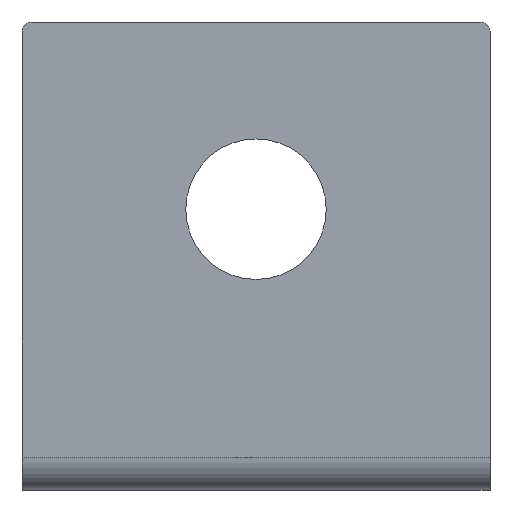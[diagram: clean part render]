
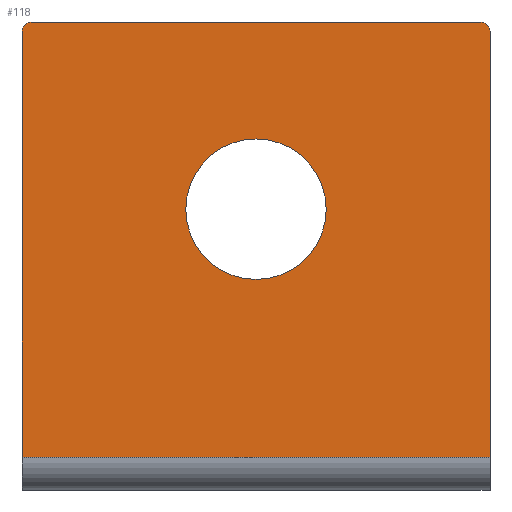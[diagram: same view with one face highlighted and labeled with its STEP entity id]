
A CAD part, front view. The second image highlights one B-rep face of the part: STEP entity #118.
In plain terms, the highlighted planar face has unit normal (0, -1, 0).
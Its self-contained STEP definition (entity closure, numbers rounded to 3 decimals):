
#2 = DIRECTION ( 'NONE',  ( 0., -1., 0. ) ) ;
#11 = VECTOR ( 'NONE', #466, 1000. ) ;
#19 = CARTESIAN_POINT ( 'NONE',  ( 5., 0., 5. ) ) ;
#22 = ORIENTED_EDGE ( 'NONE', *, *, #145, .T. ) ;
#35 = CIRCLE ( 'NONE', #408, 1.5 ) ;
#39 = EDGE_CURVE ( 'NONE', #238, #162, #191, .T. ) ;
#54 = LINE ( 'NONE', #640, #75 ) ;
#59 = DIRECTION ( 'NONE',  ( 0., 0., 1. ) ) ;
#64 = CARTESIAN_POINT ( 'NONE',  ( 0., 0., 2.5 ) ) ;
#66 = CIRCLE ( 'NONE', #485, 0.2 ) ;
#75 = VECTOR ( 'NONE', #146, 1000. ) ;
#84 = CARTESIAN_POINT ( 'NONE',  ( -4.8, 0., 5. ) ) ;
#88 = DIRECTION ( 'NONE',  ( 0., 0., -1. ) ) ;
#97 = CARTESIAN_POINT ( 'NONE',  ( 4.8, 0., 4.8 ) ) ;
#100 = VECTOR ( 'NONE', #88, 1000. ) ;
#102 = CARTESIAN_POINT ( 'NONE',  ( 5., 0., 5. ) ) ;
#107 = CARTESIAN_POINT ( 'NONE',  ( -5., 0., 4.8 ) ) ;
#118 = ADVANCED_FACE ( 'NONE', ( #427, #627 ), #201, .F. ) ;
#126 = DIRECTION ( 'NONE',  ( 0., 0., 1. ) ) ;
#139 = DIRECTION ( 'NONE',  ( 0., 1., 0. ) ) ;
#145 = EDGE_CURVE ( 'NONE', #238, #341, #513, .T. ) ;
#146 = DIRECTION ( 'NONE',  ( 1., 0., 0. ) ) ;
#151 = AXIS2_PLACEMENT_3D ( 'NONE', #97, #457, #596 ) ;
#154 = EDGE_CURVE ( 'NONE', #263, #659, #182, .T. ) ;
#157 = EDGE_CURVE ( 'NONE', #517, #394, #196, .T. ) ;
#162 = VERTEX_POINT ( 'NONE', #265 ) ;
#177 = ORIENTED_EDGE ( 'NONE', *, *, #259, .T. ) ;
#180 = ORIENTED_EDGE ( 'NONE', *, *, #489, .T. ) ;
#182 = CIRCLE ( 'NONE', #620, 1.5 ) ;
#191 = LINE ( 'NONE', #19, #100 ) ;
#196 = LINE ( 'NONE', #587, #360 ) ;
#198 = DIRECTION ( 'NONE',  ( 0., 1., 0. ) ) ;
#201 = PLANE ( 'NONE',  #641 ) ;
#238 = VERTEX_POINT ( 'NONE', #507 ) ;
#240 = CARTESIAN_POINT ( 'NONE',  ( 0., 0., -0.5 ) ) ;
#256 = DIRECTION ( 'NONE',  ( 0., 0., 1. ) ) ;
#259 = EDGE_CURVE ( 'NONE', #659, #263, #35, .T. ) ;
#263 = VERTEX_POINT ( 'NONE', #64 ) ;
#265 = CARTESIAN_POINT ( 'NONE',  ( 5., 0., -4.3 ) ) ;
#277 = ORIENTED_EDGE ( 'NONE', *, *, #348, .T. ) ;
#295 = VERTEX_POINT ( 'NONE', #84 ) ;
#302 = DIRECTION ( 'NONE',  ( 0., 0., 1. ) ) ;
#305 = ORIENTED_EDGE ( 'NONE', *, *, #154, .T. ) ;
#341 = VERTEX_POINT ( 'NONE', #405 ) ;
#343 = ORIENTED_EDGE ( 'NONE', *, *, #599, .T. ) ;
#348 = EDGE_CURVE ( 'NONE', #394, #162, #54, .T. ) ;
#360 = VECTOR ( 'NONE', #637, 1000. ) ;
#381 = CARTESIAN_POINT ( 'NONE',  ( -4.8, 0., 4.8 ) ) ;
#394 = VERTEX_POINT ( 'NONE', #508 ) ;
#401 = EDGE_LOOP ( 'NONE', ( #305, #177 ) ) ;
#405 = CARTESIAN_POINT ( 'NONE',  ( 4.8, 0., 5. ) ) ;
#408 = AXIS2_PLACEMENT_3D ( 'NONE', #573, #436, #126 ) ;
#416 = CARTESIAN_POINT ( 'NONE',  ( 5., 0., 5. ) ) ;
#421 = ORIENTED_EDGE ( 'NONE', *, *, #157, .T. ) ;
#427 = FACE_BOUND ( 'NONE', #401, .T. ) ;
#436 = DIRECTION ( 'NONE',  ( 0., 1., 0. ) ) ;
#449 = CARTESIAN_POINT ( 'NONE',  ( 0., 0., 1. ) ) ;
#457 = DIRECTION ( 'NONE',  ( 0., -1., 0. ) ) ;
#466 = DIRECTION ( 'NONE',  ( -1., 0., 0. ) ) ;
#473 = LINE ( 'NONE', #416, #11 ) ;
#485 = AXIS2_PLACEMENT_3D ( 'NONE', #381, #2, #59 ) ;
#489 = EDGE_CURVE ( 'NONE', #341, #295, #473, .T. ) ;
#507 = CARTESIAN_POINT ( 'NONE',  ( 5., 0., 4.8 ) ) ;
#508 = CARTESIAN_POINT ( 'NONE',  ( -5., 0., -4.3 ) ) ;
#513 = CIRCLE ( 'NONE', #151, 0.2 ) ;
#517 = VERTEX_POINT ( 'NONE', #107 ) ;
#539 = ORIENTED_EDGE ( 'NONE', *, *, #39, .F. ) ;
#573 = CARTESIAN_POINT ( 'NONE',  ( 0., 0., 1. ) ) ;
#587 = CARTESIAN_POINT ( 'NONE',  ( -5., 0., 5. ) ) ;
#596 = DIRECTION ( 'NONE',  ( 0., 0., 1. ) ) ;
#599 = EDGE_CURVE ( 'NONE', #295, #517, #66, .T. ) ;
#620 = AXIS2_PLACEMENT_3D ( 'NONE', #449, #198, #302 ) ;
#627 = FACE_OUTER_BOUND ( 'NONE', #634, .T. ) ;
#634 = EDGE_LOOP ( 'NONE', ( #421, #277, #539, #22, #180, #343 ) ) ;
#637 = DIRECTION ( 'NONE',  ( 0., 0., -1. ) ) ;
#640 = CARTESIAN_POINT ( 'NONE',  ( 5., 0., -4.3 ) ) ;
#641 = AXIS2_PLACEMENT_3D ( 'NONE', #102, #139, #256 ) ;
#659 = VERTEX_POINT ( 'NONE', #240 ) ;
